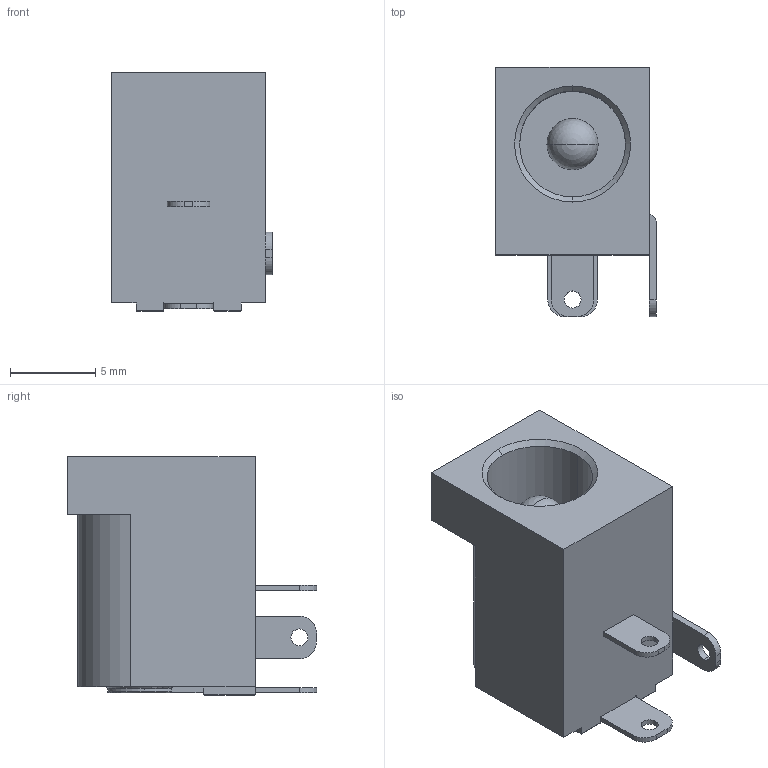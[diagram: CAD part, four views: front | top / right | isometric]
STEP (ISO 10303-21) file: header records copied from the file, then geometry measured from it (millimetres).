
FILE_DESCRIPTION(('STEP AP242'),'1');
FILE_NAME('dc-005-5a-2_0.stp','2020-11-12T06:38:36',('TraceParts'),('TraceParts S.A.'),'Spatial InterOp 3D',' ',' ');
FILE_SCHEMA(('AP242_MANAGED_MODEL_BASED_3D_ENGINEERING_MIM_LF {1 0 10303 442 1 1 4}'));
Length unit declared in the file: millimetre
Products named in the file (1): dc-005-5a-2_0
Bounding box: 9.4 x 14.6 x 14 mm (x, y, z)
Volume: 952.5 mm3; surface area: 1032.6 mm2
Topology: 1 solids, 1 shells, 75 faces, 200 edges, 129 vertices
Faces by surface type: plane 34, cylinder 29, torus 8, sphere 2, cone 2
Entity records: 2417 total; most frequent: CARTESIAN_POINT 487, DIRECTION 408, ORIENTED_EDGE 396, EDGE_CURVE 198, AXIS2_PLACEMENT_3D 146, VERTEX_POINT 129, LINE 116, VECTOR 116
